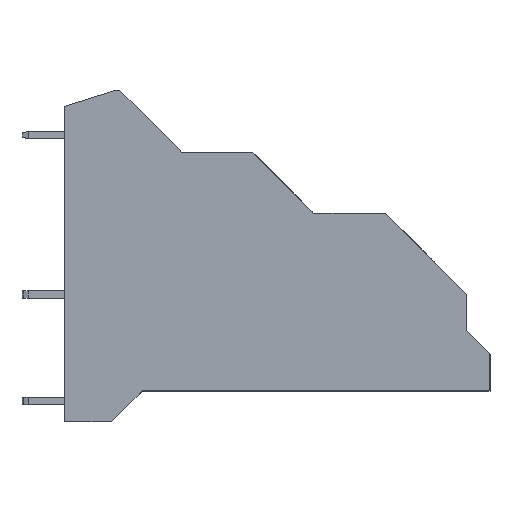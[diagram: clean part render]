
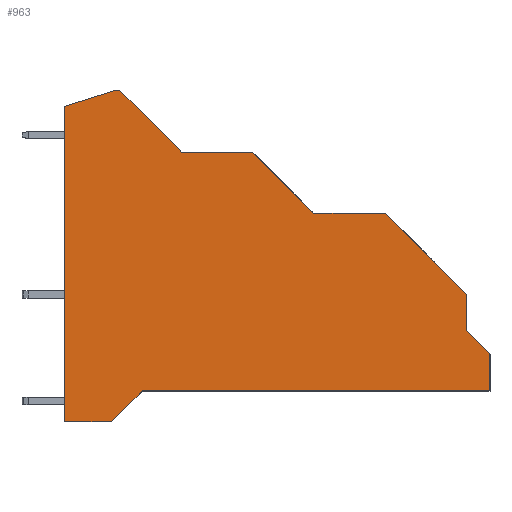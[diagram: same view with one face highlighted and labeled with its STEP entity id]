
A CAD part, top view. The second image highlights one B-rep face of the part: STEP entity #963.
In plain terms, the highlighted planar face has unit normal (0, 0, 1).
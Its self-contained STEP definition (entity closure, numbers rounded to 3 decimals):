
#331=CIRCLE('',#11680,0.5);
#387=FACE_OUTER_BOUND('',#2118,.T.);
#963=ADVANCED_FACE('',(#387),#1541,.F.);
#1541=PLANE('',#11712);
#2118=EDGE_LOOP('',(#2943,#2944,#2945,#2946,#2947,#2948,#2949,#2950,#2951,
#2952,#2953,#2954,#2955,#2956));
#2943=ORIENTED_EDGE('',*,*,#7049,.T.);
#2944=ORIENTED_EDGE('',*,*,#7142,.T.);
#2945=ORIENTED_EDGE('',*,*,#7139,.T.);
#2946=ORIENTED_EDGE('',*,*,#7136,.T.);
#2947=ORIENTED_EDGE('',*,*,#7133,.T.);
#2948=ORIENTED_EDGE('',*,*,#7130,.T.);
#2949=ORIENTED_EDGE('',*,*,#7127,.T.);
#2950=ORIENTED_EDGE('',*,*,#7232,.T.);
#2951=ORIENTED_EDGE('',*,*,#7223,.T.);
#2952=ORIENTED_EDGE('',*,*,#7196,.T.);
#2953=ORIENTED_EDGE('',*,*,#7187,.T.);
#2954=ORIENTED_EDGE('',*,*,#7160,.T.);
#2955=ORIENTED_EDGE('',*,*,#7157,.T.);
#2956=ORIENTED_EDGE('',*,*,#7149,.T.);
#5963=VERTEX_POINT('',#15021);
#5964=VERTEX_POINT('',#15023);
#6031=VERTEX_POINT('',#15178);
#6032=VERTEX_POINT('',#15180);
#6034=VERTEX_POINT('',#15186);
#6036=VERTEX_POINT('',#15192);
#6038=VERTEX_POINT('',#15198);
#6040=VERTEX_POINT('',#15204);
#6045=VERTEX_POINT('',#15221);
#6050=VERTEX_POINT('',#15235);
#6052=VERTEX_POINT('',#15241);
#6078=VERTEX_POINT('',#15295);
#6084=VERTEX_POINT('',#15311);
#6110=VERTEX_POINT('',#15365);
#7049=EDGE_CURVE('',#5964,#5963,#8682,.T.);
#7127=EDGE_CURVE('',#6032,#6031,#8760,.T.);
#7130=EDGE_CURVE('',#6034,#6032,#8763,.T.);
#7133=EDGE_CURVE('',#6036,#6034,#8766,.T.);
#7136=EDGE_CURVE('',#6038,#6036,#8769,.T.);
#7139=EDGE_CURVE('',#6040,#6038,#8772,.T.);
#7142=EDGE_CURVE('',#5963,#6040,#8775,.T.);
#7149=EDGE_CURVE('',#6045,#5964,#8782,.T.);
#7157=EDGE_CURVE('',#6050,#6045,#331,.T.);
#7160=EDGE_CURVE('',#6052,#6050,#8791,.T.);
#7187=EDGE_CURVE('',#6078,#6052,#8810,.T.);
#7196=EDGE_CURVE('',#6084,#6078,#8819,.T.);
#7223=EDGE_CURVE('',#6110,#6084,#8838,.T.);
#7232=EDGE_CURVE('',#6031,#6110,#8847,.T.);
#8682=LINE('',#15022,#10165);
#8760=LINE('',#15179,#10243);
#8763=LINE('',#15185,#10246);
#8766=LINE('',#15191,#10249);
#8769=LINE('',#15197,#10252);
#8772=LINE('',#15203,#10255);
#8775=LINE('',#15209,#10258);
#8782=LINE('',#15220,#10265);
#8791=LINE('',#15240,#10274);
#8810=LINE('',#15294,#10293);
#8819=LINE('',#15310,#10302);
#8838=LINE('',#15364,#10321);
#8847=LINE('',#15380,#10330);
#10165=VECTOR('',#12284,1.);
#10243=VECTOR('',#12384,1.);
#10246=VECTOR('',#12389,1.);
#10249=VECTOR('',#12394,1.);
#10252=VECTOR('',#12399,1.);
#10255=VECTOR('',#12404,1.);
#10258=VECTOR('',#12409,1.);
#10265=VECTOR('',#12418,1.);
#10274=VECTOR('',#12435,1.);
#10293=VECTOR('',#12472,1.);
#10302=VECTOR('',#12483,1.);
#10321=VECTOR('',#12520,1.);
#10330=VECTOR('',#12531,1.);
#11680=AXIS2_PLACEMENT_3D('',#15234,#12428,#12429);
#11712=AXIS2_PLACEMENT_3D('',#15431,#12567,#12568);
#12284=DIRECTION('',(0.,-1.,0.));
#12384=DIRECTION('',(0.,1.,0.));
#12389=DIRECTION('',(-0.707,0.707,0.));
#12394=DIRECTION('',(0.,1.,0.));
#12399=DIRECTION('',(1.,0.,0.));
#12404=DIRECTION('',(0.707,0.707,0.));
#12409=DIRECTION('',(1.,0.,0.));
#12418=DIRECTION('',(-0.954,-0.301,0.));
#12428=DIRECTION('',(0.,0.,1.));
#12429=DIRECTION('',(0.707,0.707,0.));
#12435=DIRECTION('',(-0.707,0.707,0.));
#12472=DIRECTION('',(-1.,0.,0.));
#12483=DIRECTION('',(-0.707,0.707,0.));
#12520=DIRECTION('',(-1.,0.,0.));
#12531=DIRECTION('',(-0.707,0.707,0.));
#12567=DIRECTION('',(0.,0.,-1.));
#12568=DIRECTION('',(0.,-1.,0.));
#15021=CARTESIAN_POINT('',(104.96,-27.758,6.1));
#15022=CARTESIAN_POINT('',(104.96,-25.278,6.1));
#15023=CARTESIAN_POINT('',(104.96,1.892,6.1));
#15178=CARTESIAN_POINT('',(142.76,-15.776,6.1));
#15179=CARTESIAN_POINT('',(142.76,-19.17,6.1));
#15180=CARTESIAN_POINT('',(142.76,-19.17,6.1));
#15185=CARTESIAN_POINT('',(144.96,-21.37,6.1));
#15186=CARTESIAN_POINT('',(144.96,-21.37,6.1));
#15191=CARTESIAN_POINT('',(144.96,-24.858,6.1));
#15192=CARTESIAN_POINT('',(144.96,-24.858,6.1));
#15197=CARTESIAN_POINT('',(112.26,-24.858,6.1));
#15198=CARTESIAN_POINT('',(112.26,-24.858,6.1));
#15203=CARTESIAN_POINT('',(109.36,-27.758,6.1));
#15204=CARTESIAN_POINT('',(109.36,-27.758,6.1));
#15209=CARTESIAN_POINT('',(104.96,-27.758,6.1));
#15220=CARTESIAN_POINT('',(109.758,3.405,6.1));
#15221=CARTESIAN_POINT('',(109.758,3.405,6.1));
#15234=CARTESIAN_POINT('',(109.909,2.928,6.1));
#15235=CARTESIAN_POINT('',(110.262,3.282,6.1));
#15240=CARTESIAN_POINT('',(115.942,-2.398,6.1));
#15241=CARTESIAN_POINT('',(115.942,-2.398,6.1));
#15294=CARTESIAN_POINT('',(122.662,-2.398,6.1));
#15295=CARTESIAN_POINT('',(122.662,-2.398,6.1));
#15310=CARTESIAN_POINT('',(128.402,-8.138,6.1));
#15311=CARTESIAN_POINT('',(128.402,-8.138,6.1));
#15364=CARTESIAN_POINT('',(135.122,-8.138,6.1));
#15365=CARTESIAN_POINT('',(135.122,-8.138,6.1));
#15380=CARTESIAN_POINT('',(142.76,-15.776,6.1));
#15431=CARTESIAN_POINT('',(144.96,-21.37,6.1));
